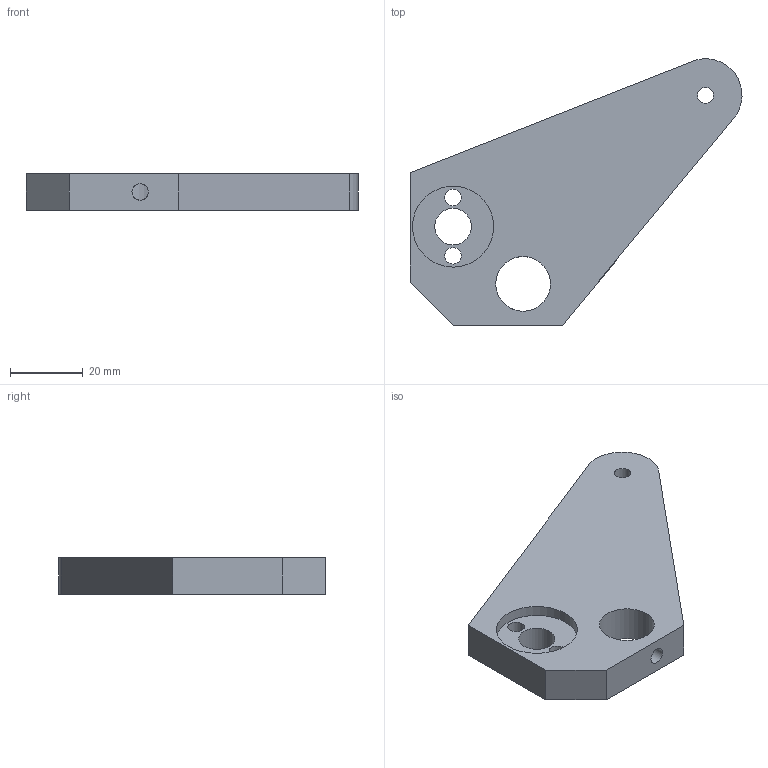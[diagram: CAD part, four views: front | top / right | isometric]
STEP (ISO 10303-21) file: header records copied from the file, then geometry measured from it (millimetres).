
FILE_DESCRIPTION(('FreeCAD Model'),'2;1');
FILE_NAME('Open CASCADE Shape Model','2023-08-24T01:09:39',('Author'),( ''),'Open CASCADE STEP processor 7.6','FreeCAD','Unknown');
FILE_SCHEMA(('AUTOMOTIVE_DESIGN { 1 0 10303 214 1 1 1 1 }'));
Length unit declared in the file: millimetre
Products named in the file (1): front_bed_arm_left
Bounding box: 90.99 x 72.99 x 10 mm (x, y, z)
Volume: 34636.7 mm3; surface area: 10963.8 mm2
Topology: 1 solids, 1 shells, 16 faces, 39 edges, 26 vertices
Faces by surface type: plane 8, cylinder 8
Full cylindrical faces by diameter (mm): 4.4 x1, 4.5 x3, 10 x1, 15 x1, 22.2 x1
Entity records: 1181 total; most frequent: CARTESIAN_POINT 322, DIRECTION 161, LINE 84, VECTOR 84, ORIENTED_EDGE 78, PCURVE 78, DEFINITIONAL_REPRESENTATION 78, EDGE_CURVE 39
